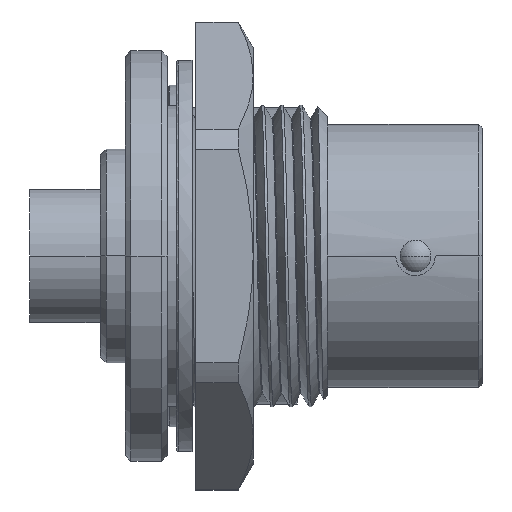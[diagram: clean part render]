
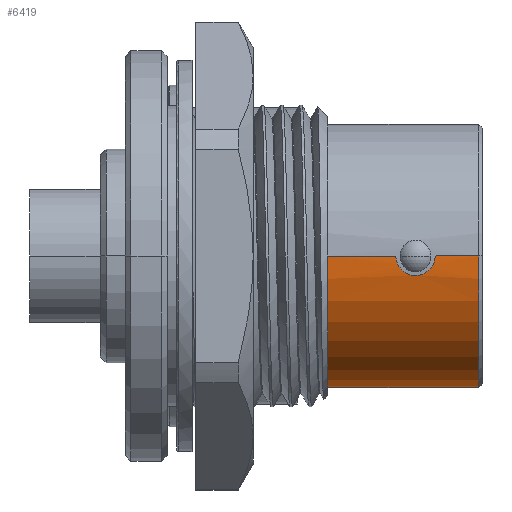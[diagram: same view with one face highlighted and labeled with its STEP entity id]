
A CAD part, front view. The second image highlights one B-rep face of the part: STEP entity #6419.
In plain terms, the highlighted cylindrical face has radius 6.9 mm (diameter 13.8 mm), a partial arc.
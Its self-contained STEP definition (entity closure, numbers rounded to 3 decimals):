
#1805=CARTESIAN_POINT('',(3.4,0.,0.));
#1806=DIRECTION('',(1.,0.,0.));
#1807=DIRECTION('',(0.,-1.,0.));
#1808=AXIS2_PLACEMENT_3D('',#1805,#1806,#1807);
#1863=DIRECTION('',(-1.,0.,0.));
#1864=VECTOR('',#1863,2.275);
#1865=CARTESIAN_POINT('',(11.3,-6.9,0.));
#1866=LINE('',#1865,#1864);
#1867=CARTESIAN_POINT('',(9.025,-6.9,0.));
#1868=CARTESIAN_POINT('',(9.025,-6.9,-0.097));
#1869=CARTESIAN_POINT('',(8.999,-6.896,
-0.284));
#1870=CARTESIAN_POINT('',(8.873,-6.878,
-0.565));
#1871=CARTESIAN_POINT('',(8.679,-6.856,
-0.785));
#1872=CARTESIAN_POINT('',(8.434,-6.835,
-0.945));
#1873=CARTESIAN_POINT('',(8.144,-6.823,
-1.029));
#1874=CARTESIAN_POINT('',(7.849,-6.823,
-1.028));
#1875=CARTESIAN_POINT('',(7.568,-6.835,
-0.945));
#1876=CARTESIAN_POINT('',(7.323,-6.856,
-0.787));
#1877=CARTESIAN_POINT('',(7.125,-6.879,
-0.564));
#1878=CARTESIAN_POINT('',(7.,-6.896,
-0.281));
#1879=CARTESIAN_POINT('',(6.974,-6.9,-0.095));
#1880=CARTESIAN_POINT('',(6.975,-6.9,0.));
#1882=DIRECTION('',(-1.,0.,0.));
#1883=VECTOR('',#1882,3.575);
#1884=CARTESIAN_POINT('',(6.975,-6.9,0.));
#1885=LINE('',#1884,#1883);
#1914=DIRECTION('',(-1.,0.,0.));
#1915=VECTOR('',#1914,0.6);
#1916=CARTESIAN_POINT('',(11.3,6.9,0.));
#1917=LINE('',#1916,#1915);
#1918=DIRECTION('',(-1.,0.,0.));
#1919=VECTOR('',#1918,6.3);
#1920=CARTESIAN_POINT('',(9.7,6.9,0.));
#1921=LINE('',#1920,#1919);
#1922=CARTESIAN_POINT('',(8.8,3.45,-5.976));
#1923=CARTESIAN_POINT('',(8.8,3.368,-6.023));
#1924=CARTESIAN_POINT('',(8.771,3.212,-6.109));
#1925=CARTESIAN_POINT('',(8.65,2.998,-6.216));
#1926=CARTESIAN_POINT('',(8.468,2.831,-6.293));
#1927=CARTESIAN_POINT('',(8.242,2.724,-6.34));
#1928=CARTESIAN_POINT('',(7.992,2.688,-6.355));
#1929=CARTESIAN_POINT('',(7.745,2.729,-6.338));
#1930=CARTESIAN_POINT('',(7.526,2.835,-6.291));
#1931=CARTESIAN_POINT('',(7.348,3.002,-6.214));
#1932=CARTESIAN_POINT('',(7.229,3.213,-6.108));
#1933=CARTESIAN_POINT('',(7.2,3.368,-6.023));
#1934=CARTESIAN_POINT('',(7.2,3.45,-5.976));
#1936=CARTESIAN_POINT('',(11.3,0.,
0.));
#1937=DIRECTION('',(-1.,0.,0.));
#1938=DIRECTION('',(0.,1.,0.));
#1939=AXIS2_PLACEMENT_3D('',#1936,#1937,#1938);
#1941=CARTESIAN_POINT('',(11.3,0.,
0.));
#1942=DIRECTION('',(-1.,0.,0.));
#1943=DIRECTION('',(0.,0.,-1.));
#1944=AXIS2_PLACEMENT_3D('',#1941,#1942,#1943);
#2062=CARTESIAN_POINT('',(9.7,6.9,0.));
#2063=CARTESIAN_POINT('',(9.7,6.9,-0.057));
#2064=CARTESIAN_POINT('',(9.72,6.899,
-0.173));
#2065=CARTESIAN_POINT('',(9.809,6.893,
-0.328));
#2066=CARTESIAN_POINT('',(9.946,6.886,
-0.443));
#2067=CARTESIAN_POINT('',(10.113,6.882,
-0.503));
#2068=CARTESIAN_POINT('',(10.289,6.882,
-0.503));
#2069=CARTESIAN_POINT('',(10.458,6.886,
-0.441));
#2070=CARTESIAN_POINT('',(10.593,6.893,
-0.325));
#2071=CARTESIAN_POINT('',(10.681,6.899,
-0.17));
#2072=CARTESIAN_POINT('',(10.7,6.9,-0.056));
#2073=CARTESIAN_POINT('',(10.7,6.9,0.));
#2079=CARTESIAN_POINT('',(10.7,6.9,0.));
#2119=CARTESIAN_POINT('',(8.8,3.45,-5.976));
#2120=CARTESIAN_POINT('',(8.8,3.49,-5.952));
#2121=CARTESIAN_POINT('',(8.793,3.57,-5.905));
#2122=CARTESIAN_POINT('',(8.759,3.687,-5.833));
#2123=CARTESIAN_POINT('',(8.705,3.795,-5.763));
#2124=CARTESIAN_POINT('',(8.632,3.89,-5.699));
#2125=CARTESIAN_POINT('',(8.546,3.969,-5.644));
#2126=CARTESIAN_POINT('',(8.457,4.03,-5.601));
#2127=CARTESIAN_POINT('',(8.37,4.074,-5.569));
#2128=CARTESIAN_POINT('',(8.287,4.105,-5.546));
#2129=CARTESIAN_POINT('',(8.206,4.127,-5.53));
#2130=CARTESIAN_POINT('',(8.125,4.141,-5.519));
#2131=CARTESIAN_POINT('',(8.044,4.148,-5.514));
#2132=CARTESIAN_POINT('',(7.962,4.149,-5.513));
#2133=CARTESIAN_POINT('',(7.88,4.142,-5.519));
#2134=CARTESIAN_POINT('',(7.8,4.128,-5.529));
#2135=CARTESIAN_POINT('',(7.719,4.107,-5.545));
#2136=CARTESIAN_POINT('',(7.637,4.077,-5.567));
#2137=CARTESIAN_POINT('',(7.548,4.033,-5.599));
#2138=CARTESIAN_POINT('',(7.456,3.971,-5.643));
#2139=CARTESIAN_POINT('',(7.368,3.89,-5.699));
#2140=CARTESIAN_POINT('',(7.295,3.794,-5.764));
#2141=CARTESIAN_POINT('',(7.241,3.686,-5.833));
#2142=CARTESIAN_POINT('',(7.208,3.571,-5.905));
#2143=CARTESIAN_POINT('',(7.2,3.491,-5.952));
#2144=CARTESIAN_POINT('',(7.2,3.45,-5.976));
#3282=CARTESIAN_POINT('',(11.3,-6.9,0.));
#3283=CARTESIAN_POINT('',(9.025,-6.9,0.));
#3284=VERTEX_POINT('',#3282);
#3285=VERTEX_POINT('',#3283);
#3286=VERTEX_POINT('',#1880);
#3287=CARTESIAN_POINT('',(3.4,-6.9,0.));
#3288=VERTEX_POINT('',#3287);
#3289=CARTESIAN_POINT('',(3.4,6.9,0.));
#3290=VERTEX_POINT('',#3289);
#3291=CARTESIAN_POINT('',(9.7,6.9,0.));
#3292=VERTEX_POINT('',#3291);
#3293=VERTEX_POINT('',#2079);
#3294=CARTESIAN_POINT('',(11.3,6.9,0.));
#3295=VERTEX_POINT('',#3294);
#3304=VERTEX_POINT('',#1922);
#3305=VERTEX_POINT('',#1934);
#3308=CARTESIAN_POINT('',(11.3,0.,
-6.9));
#3309=VERTEX_POINT('',#3308);
#6394=CARTESIAN_POINT('',(-9.5,0.,0.));
#6395=DIRECTION('',(1.,0.,0.));
#6396=DIRECTION('',(0.,-1.,0.));
#6397=AXIS2_PLACEMENT_3D('',#6394,#6395,#6396);
#6398=CYLINDRICAL_SURFACE('',#6397,6.9);
#6399=ORIENTED_EDGE('',*,*,#6362,.F.);
#6401=ORIENTED_EDGE('',*,*,#6400,.F.);
#6403=ORIENTED_EDGE('',*,*,#6402,.F.);
#6404=ORIENTED_EDGE('',*,*,#6373,.T.);
#6406=ORIENTED_EDGE('',*,*,#6405,.F.);
#6407=ORIENTED_EDGE('',*,*,#6369,.T.);
#6408=ORIENTED_EDGE('',*,*,#6222,.F.);
#6409=ORIENTED_EDGE('',*,*,#6366,.F.);
#6410=ORIENTED_EDGE('',*,*,#6364,.F.);
#6411=EDGE_LOOP('',(#6399,#6401,#6403,#6404,#6406,#6407,#6408,#6409,#6410));
#6412=FACE_OUTER_BOUND('',#6411,.F.);
#6414=ORIENTED_EDGE('',*,*,#6413,.T.);
#6416=ORIENTED_EDGE('',*,*,#6415,.F.);
#6417=EDGE_LOOP('',(#6414,#6416));
#6418=FACE_BOUND('',#6417,.F.);
#6419=ADVANCED_FACE('',(#6412,#6418),#6398,.T.);
#1809=CIRCLE('',#1808,6.9);
#1881=B_SPLINE_CURVE_WITH_KNOTS('',3,(#1867,#1868,#1869,#1870,#1871,#1872,#1873,
#1874,#1875,#1876,#1877,#1878,#1879,#1880),.UNSPECIFIED.,.F.,.F.,(4,1,1,1,1,1,1,
1,1,1,1,4),(0.,0.091,0.182,0.273,
0.364,0.455,0.545,0.636,
0.727,0.818,0.909,1.),.UNSPECIFIED.);
#1935=B_SPLINE_CURVE_WITH_KNOTS('',3,(#1922,#1923,#1924,#1925,#1926,#1927,#1928,
#1929,#1930,#1931,#1932,#1933,#1934),.UNSPECIFIED.,.F.,.F.,(4,1,1,1,1,1,1,1,1,1,
4),(0.,0.1,0.2,0.3,0.4,0.5,0.6,0.7,0.8,0.9,1.),
.UNSPECIFIED.);
#1940=CIRCLE('',#1939,6.9);
#1945=CIRCLE('',#1944,6.9);
#2074=B_SPLINE_CURVE_WITH_KNOTS('',3,(#2062,#2063,#2064,#2065,#2066,#2067,#2068,
#2069,#2070,#2071,#2072,#2073),.UNSPECIFIED.,.F.,.F.,(4,1,1,1,1,1,1,1,1,4),
(0.,0.111,0.222,0.333,0.444,
0.556,0.667,0.778,0.889,1.),
.UNSPECIFIED.);
#2145=B_SPLINE_CURVE_WITH_KNOTS('',3,(#2119,#2120,#2121,#2122,#2123,#2124,#2125,
#2126,#2127,#2128,#2129,#2130,#2131,#2132,#2133,#2134,#2135,#2136,#2137,#2138,
#2139,#2140,#2141,#2142,#2143,#2144),.UNSPECIFIED.,.F.,.F.,(4,1,1,1,1,1,1,1,1,1,
1,1,1,1,1,1,1,1,1,1,1,1,1,4),(0.,0.043,0.087,
0.13,0.174,0.217,0.261,
0.304,0.348,0.391,0.435,
0.478,0.522,0.565,0.609,
0.652,0.696,0.739,0.783,
0.826,0.87,0.913,0.957,1.),
.UNSPECIFIED.);
#6222=EDGE_CURVE('',#3288,#3290,#1809,.T.);
#6362=EDGE_CURVE('',#3284,#3285,#1866,.T.);
#6364=EDGE_CURVE('',#3285,#3286,#1881,.T.);
#6366=EDGE_CURVE('',#3286,#3288,#1885,.T.);
#6369=EDGE_CURVE('',#3292,#3290,#1921,.T.);
#6373=EDGE_CURVE('',#3295,#3293,#1917,.T.);
#6400=EDGE_CURVE('',#3309,#3284,#1945,.T.);
#6402=EDGE_CURVE('',#3295,#3309,#1940,.T.);
#6405=EDGE_CURVE('',#3292,#3293,#2074,.T.);
#6413=EDGE_CURVE('',#3304,#3305,#1935,.T.);
#6415=EDGE_CURVE('',#3304,#3305,#2145,.T.);
